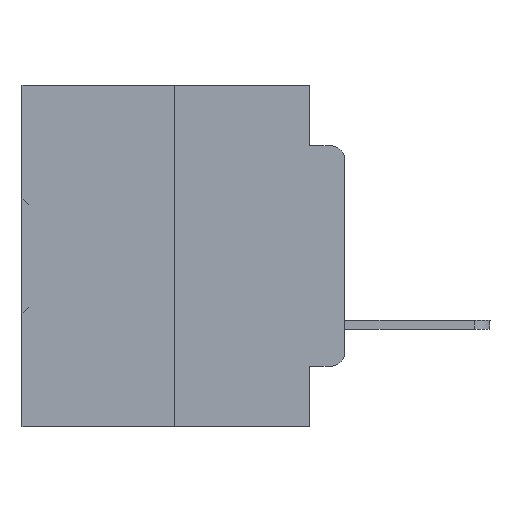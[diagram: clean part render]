
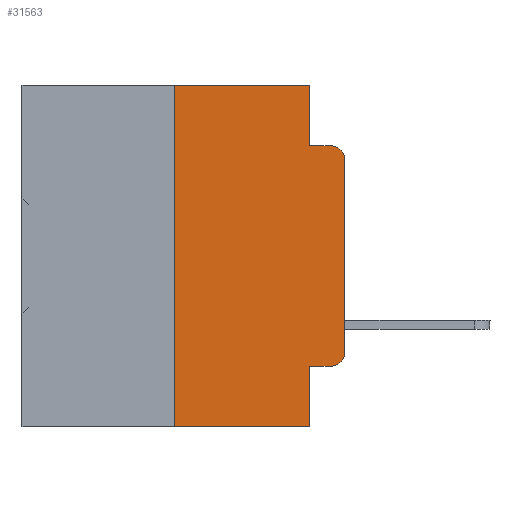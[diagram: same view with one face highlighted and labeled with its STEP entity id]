
A CAD part, left-side view. The second image highlights one B-rep face of the part: STEP entity #31563.
In plain terms, the highlighted planar face has unit normal (-1, 0, 0).
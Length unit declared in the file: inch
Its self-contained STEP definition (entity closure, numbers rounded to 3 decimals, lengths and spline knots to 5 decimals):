
#175 = AXIS2_PLACEMENT_3D ( 'NONE', #21997, #24423, #27403 ) ;
#807 = LINE ( 'NONE', #11381, #23611 ) ;
#999 = VERTEX_POINT ( 'NONE', #6826 ) ;
#2558 = AXIS2_PLACEMENT_3D ( 'NONE', #23355, #29233, #28873 ) ;
#3076 = EDGE_CURVE ( 'NONE', #10259, #32144, #20262, .T. ) ;
#3096 = CARTESIAN_POINT ( 'NONE',  ( 0., 0.25, 0. ) ) ;
#3112 = CARTESIAN_POINT ( 'NONE',  ( 0., 0., -0.1085 ) ) ;
#3724 = CARTESIAN_POINT ( 'NONE',  ( 0., 0.473, 0. ) ) ;
#4131 = VECTOR ( 'NONE', #28133, 39.37008 ) ;
#4270 = ORIENTED_EDGE ( 'NONE', *, *, #3076, .F. ) ;
#4464 = LINE ( 'NONE', #13490, #8485 ) ;
#4709 = CARTESIAN_POINT ( 'NONE',  ( 0., 0.051, 0. ) ) ;
#5544 = CARTESIAN_POINT ( 'NONE',  ( 0., 0.051, -0.4115 ) ) ;
#5636 = DIRECTION ( 'NONE',  ( 0., 0., 1. ) ) ;
#5945 = EDGE_CURVE ( 'NONE', #33980, #15772, #33771, .T. ) ;
#5960 = DIRECTION ( 'NONE',  ( 0., 0., 1. ) ) ;
#6453 = PLANE ( 'NONE',  #23758 ) ;
#6530 = EDGE_CURVE ( 'NONE', #31145, #25010, #18847, .T. ) ;
#6626 = VECTOR ( 'NONE', #5960, 39.37008 ) ;
#6826 = CARTESIAN_POINT ( 'NONE',  ( 0., 0.25, 0. ) ) ;
#7188 = DIRECTION ( 'NONE',  ( 0., -1., 0. ) ) ;
#7293 = ORIENTED_EDGE ( 'NONE', *, *, #27166, .T. ) ;
#8102 = CARTESIAN_POINT ( 'NONE',  ( 0., 0.051, 0. ) ) ;
#8485 = VECTOR ( 'NONE', #36116, 39.37008 ) ;
#9245 = VERTEX_POINT ( 'NONE', #5544 ) ;
#9281 = ORIENTED_EDGE ( 'NONE', *, *, #12610, .T. ) ;
#9480 = CIRCLE ( 'NONE', #2558, 0.02 ) ;
#10259 = VERTEX_POINT ( 'NONE', #24651 ) ;
#11249 = VECTOR ( 'NONE', #7188, 39.37008 ) ;
#11381 = CARTESIAN_POINT ( 'NONE',  ( 0., 0., 0. ) ) ;
#11576 = EDGE_CURVE ( 'NONE', #31145, #999, #32230, .T. ) ;
#12610 = EDGE_CURVE ( 'NONE', #15772, #22761, #807, .T. ) ;
#13331 = EDGE_CURVE ( 'NONE', #999, #25733, #28462, .T. ) ;
#13490 = CARTESIAN_POINT ( 'NONE',  ( 0., 0.051, -0.4115 ) ) ;
#15772 = VERTEX_POINT ( 'NONE', #26686 ) ;
#16163 = CARTESIAN_POINT ( 'NONE',  ( 0., 0.25, -0.5 ) ) ;
#16357 = DIRECTION ( 'NONE',  ( 0., 0., -1. ) ) ;
#16729 = CARTESIAN_POINT ( 'NONE',  ( 0., 0.051, -0.0885 ) ) ;
#17727 = DIRECTION ( 'NONE',  ( 0., 0., -1. ) ) ;
#18092 = DIRECTION ( 'NONE',  ( 1., 0., 0. ) ) ;
#18847 = LINE ( 'NONE', #24006, #11249 ) ;
#19416 = ORIENTED_EDGE ( 'NONE', *, *, #20034, .F. ) ;
#19855 = DIRECTION ( 'NONE',  ( 0., 0., -1. ) ) ;
#20034 = EDGE_CURVE ( 'NONE', #9245, #25010, #33593, .T. ) ;
#20262 = LINE ( 'NONE', #16729, #4131 ) ;
#20665 = ORIENTED_EDGE ( 'NONE', *, *, #36974, .F. ) ;
#21176 = CARTESIAN_POINT ( 'NONE',  ( 0., 0.02, -0.0885 ) ) ;
#21338 = ORIENTED_EDGE ( 'NONE', *, *, #13331, .F. ) ;
#21969 = FACE_OUTER_BOUND ( 'NONE', #36457, .T. ) ;
#21997 = CARTESIAN_POINT ( 'NONE',  ( 0., 0.02, -0.3915 ) ) ;
#22190 = VECTOR ( 'NONE', #35292, 39.37008 ) ;
#22428 = EDGE_CURVE ( 'NONE', #9245, #33980, #4464, .T. ) ;
#22761 = VERTEX_POINT ( 'NONE', #3112 ) ;
#23231 = CARTESIAN_POINT ( 'NONE',  ( 0., 0.051, -0.5 ) ) ;
#23355 = CARTESIAN_POINT ( 'NONE',  ( 0., 0.02, -0.1085 ) ) ;
#23611 = VECTOR ( 'NONE', #5636, 39.37008 ) ;
#23758 = AXIS2_PLACEMENT_3D ( 'NONE', #3724, #18092, #17727 ) ;
#23808 = ORIENTED_EDGE ( 'NONE', *, *, #5945, .T. ) ;
#24006 = CARTESIAN_POINT ( 'NONE',  ( 0., 0.473, -0.5 ) ) ;
#24423 = DIRECTION ( 'NONE',  ( -1., 0., 0. ) ) ;
#24651 = CARTESIAN_POINT ( 'NONE',  ( 0., 0.051, -0.0885 ) ) ;
#25010 = VERTEX_POINT ( 'NONE', #23231 ) ;
#25733 = VERTEX_POINT ( 'NONE', #4709 ) ;
#26686 = CARTESIAN_POINT ( 'NONE',  ( 0., 0., -0.3915 ) ) ;
#27166 = EDGE_CURVE ( 'NONE', #22761, #32144, #9480, .T. ) ;
#27403 = DIRECTION ( 'NONE',  ( 0., 0., -1. ) ) ;
#27712 = VECTOR ( 'NONE', #19855, 39.37008 ) ;
#28133 = DIRECTION ( 'NONE',  ( 0., -1., 0. ) ) ;
#28454 = ORIENTED_EDGE ( 'NONE', *, *, #11576, .F. ) ;
#28462 = LINE ( 'NONE', #36197, #22190 ) ;
#28873 = DIRECTION ( 'NONE',  ( 0., 0., -1. ) ) ;
#29233 = DIRECTION ( 'NONE',  ( -1., 0., 0. ) ) ;
#30488 = ORIENTED_EDGE ( 'NONE', *, *, #22428, .T. ) ;
#31145 = VERTEX_POINT ( 'NONE', #16163 ) ;
#31237 = VECTOR ( 'NONE', #16357, 39.37008 ) ;
#31563 = ADVANCED_FACE ( 'NONE', ( #21969 ), #6453, .F. ) ;
#31754 = CARTESIAN_POINT ( 'NONE',  ( 0., 0.02, -0.4115 ) ) ;
#32144 = VERTEX_POINT ( 'NONE', #21176 ) ;
#32230 = LINE ( 'NONE', #3096, #6626 ) ;
#33040 = ORIENTED_EDGE ( 'NONE', *, *, #6530, .T. ) ;
#33575 = CARTESIAN_POINT ( 'NONE',  ( 0., 0.051, 0. ) ) ;
#33593 = LINE ( 'NONE', #8102, #27712 ) ;
#33771 = CIRCLE ( 'NONE', #175, 0.02 ) ;
#33980 = VERTEX_POINT ( 'NONE', #31754 ) ;
#34856 = LINE ( 'NONE', #33575, #31237 ) ;
#35292 = DIRECTION ( 'NONE',  ( 0., -1., 0. ) ) ;
#36116 = DIRECTION ( 'NONE',  ( 0., -1., 0. ) ) ;
#36197 = CARTESIAN_POINT ( 'NONE',  ( 0., 0.473, 0. ) ) ;
#36457 = EDGE_LOOP ( 'NONE', ( #9281, #7293, #4270, #20665, #21338, #28454, #33040, #19416, #30488, #23808 ) ) ;
#36974 = EDGE_CURVE ( 'NONE', #25733, #10259, #34856, .T. ) ;
